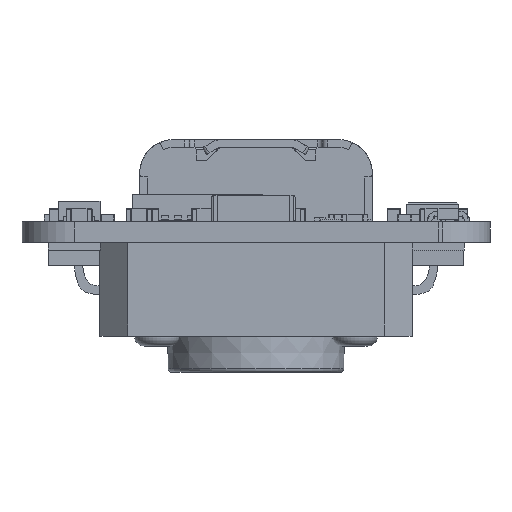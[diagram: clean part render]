
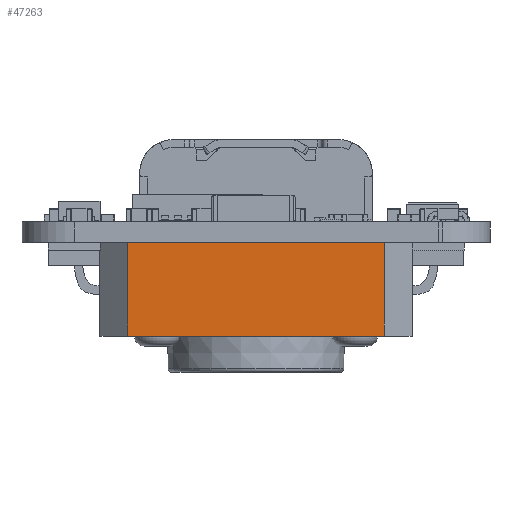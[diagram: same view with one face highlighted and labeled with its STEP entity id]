
A CAD part, front view. The second image highlights one B-rep face of the part: STEP entity #47263.
In plain terms, the highlighted planar face has unit normal (0, -1, 0).
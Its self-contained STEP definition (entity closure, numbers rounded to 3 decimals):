
#3388=PLANE('',#51239);
#5879=FACE_OUTER_BOUND('',#8844,.T.);
#8844=EDGE_LOOP('',(#42768,#42769,#42770,#42771));
#13966=LINE('',#77903,#19278);
#13967=LINE('',#77905,#19279);
#13968=LINE('',#77907,#19280);
#13969=LINE('',#77908,#19281);
#19278=VECTOR('',#62790,1000.);
#19279=VECTOR('',#62791,1000.);
#19280=VECTOR('',#62792,1000.);
#19281=VECTOR('',#62793,1000.);
#24573=VERTEX_POINT('',#77901);
#24574=VERTEX_POINT('',#77902);
#24575=VERTEX_POINT('',#77904);
#24576=VERTEX_POINT('',#77906);
#30691=EDGE_CURVE('',#24573,#24574,#13966,.T.);
#30692=EDGE_CURVE('',#24573,#24575,#13967,.T.);
#30693=EDGE_CURVE('',#24575,#24576,#13968,.T.);
#30694=EDGE_CURVE('',#24576,#24574,#13969,.T.);
#42768=ORIENTED_EDGE('',*,*,#30691,.F.);
#42769=ORIENTED_EDGE('',*,*,#30692,.T.);
#42770=ORIENTED_EDGE('',*,*,#30693,.T.);
#42771=ORIENTED_EDGE('',*,*,#30694,.T.);
#47263=ADVANCED_FACE('',(#5879),#3388,.T.);
#51239=AXIS2_PLACEMENT_3D('',#77900,#62788,#62789);
#62788=DIRECTION('center_axis',(0.,-1.,0.));
#62789=DIRECTION('ref_axis',(0.,0.,-1.));
#62790=DIRECTION('',(-1.,0.,0.));
#62791=DIRECTION('',(0.,0.,1.));
#62792=DIRECTION('',(-1.,0.,0.));
#62793=DIRECTION('',(0.,0.,-1.));
#77900=CARTESIAN_POINT('Origin',(6.007,-6.007,3.607));
#77901=CARTESIAN_POINT('',(4.928,-6.007,0.));
#77902=CARTESIAN_POINT('',(-4.928,-6.007,0.));
#77903=CARTESIAN_POINT('',(6.007,-6.007,0.));
#77904=CARTESIAN_POINT('',(4.928,-6.007,3.607));
#77905=CARTESIAN_POINT('',(4.928,-6.007,3.607));
#77906=CARTESIAN_POINT('',(-4.928,-6.007,3.607));
#77907=CARTESIAN_POINT('',(6.007,-6.007,3.607));
#77908=CARTESIAN_POINT('',(-4.928,-6.007,3.607));
